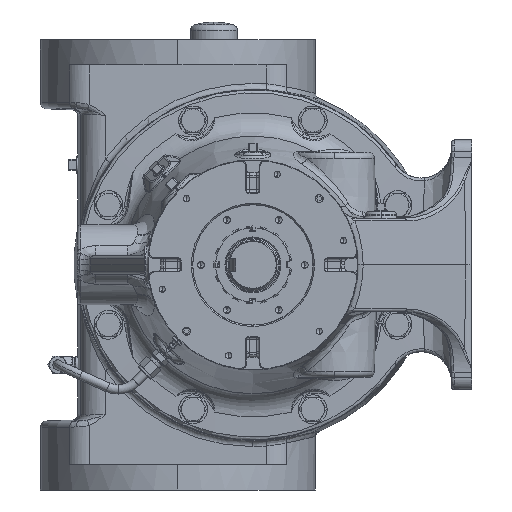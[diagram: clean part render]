
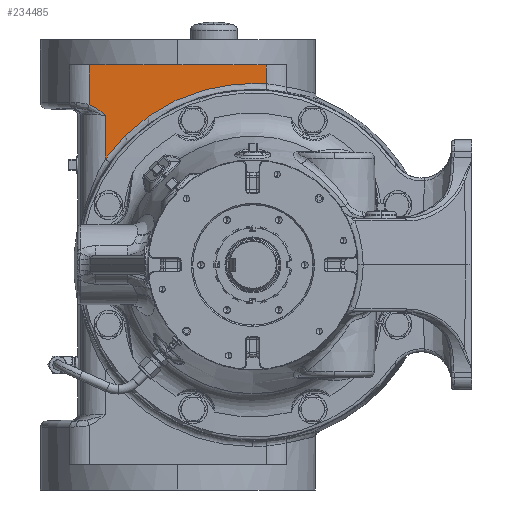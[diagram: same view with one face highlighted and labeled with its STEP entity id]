
A CAD part, left-side view. The second image highlights one B-rep face of the part: STEP entity #234485.
In plain terms, the highlighted planar face has unit normal (-1, 0, 0).
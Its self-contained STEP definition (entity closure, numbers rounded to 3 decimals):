
#9035 = DIRECTION ( 'NONE',  ( 0., 0., -1. ) ) ;
#13930 = EDGE_CURVE ( 'NONE', #179546, #59956, #216622, .T. ) ;
#18122 = DIRECTION ( 'NONE',  ( 0., 0., -1. ) ) ;
#19596 = VECTOR ( 'NONE', #177866, 39.37 ) ;
#20766 = CARTESIAN_POINT ( 'NONE',  ( 0.865, 6.424, 6.361 ) ) ;
#22321 = LINE ( 'NONE', #24794, #35368 ) ;
#24794 = CARTESIAN_POINT ( 'NONE',  ( 0.865, 5.902, 8. ) ) ;
#26104 = CARTESIAN_POINT ( 'NONE',  ( 0.865, 6.543, 8.74 ) ) ;
#26654 = EDGE_LOOP ( 'NONE', ( #174956, #73900, #52448, #121679, #180750, #138755 ) ) ;
#27458 = CARTESIAN_POINT ( 'NONE',  ( 0.865, 5.902, 5.991 ) ) ;
#32595 = DIRECTION ( 'NONE',  ( 1., 0., 0. ) ) ;
#35368 = VECTOR ( 'NONE', #60871, 39.37 ) ;
#36299 = EDGE_CURVE ( 'NONE', #213835, #87213, #244244, .T. ) ;
#36766 = CARTESIAN_POINT ( 'NONE',  ( 0.865, 0., 0. ) ) ;
#38618 = CARTESIAN_POINT ( 'NONE',  ( 0.865, 6.543, 8. ) ) ;
#41846 = CARTESIAN_POINT ( 'NONE',  ( 0.865, 6.103, 6.153 ) ) ;
#46321 = VERTEX_POINT ( 'NONE', #238668 ) ;
#52448 = ORIENTED_EDGE ( 'NONE', *, *, #91089, .T. ) ;
#55106 = CARTESIAN_POINT ( 'NONE',  ( 0.865, 5.902, 8.362 ) ) ;
#56685 = AXIS2_PLACEMENT_3D ( 'NONE', #36766, #188560, #18122 ) ;
#59956 = VERTEX_POINT ( 'NONE', #161709 ) ;
#60871 = DIRECTION ( 'NONE',  ( 0., -1., 0. ) ) ;
#73900 = ORIENTED_EDGE ( 'NONE', *, *, #81647, .T. ) ;
#80389 = CARTESIAN_POINT ( 'NONE',  ( 0.865, 5.965, 6.042 ) ) ;
#81513 = VERTEX_POINT ( 'NONE', #38618 ) ;
#81647 = EDGE_CURVE ( 'NONE', #81513, #46321, #124330, .T. ) ;
#87213 = VERTEX_POINT ( 'NONE', #104789 ) ;
#88733 = EDGE_CURVE ( 'NONE', #87213, #59956, #152063, .T. ) ;
#91089 = EDGE_CURVE ( 'NONE', #46321, #213835, #223099, .T. ) ;
#95376 = CARTESIAN_POINT ( 'NONE',  ( 0.865, 6.154, 6.191 ) ) ;
#97827 = CARTESIAN_POINT ( 'NONE',  ( 0.865, 5.927, 6.011 ) ) ;
#104789 = CARTESIAN_POINT ( 'NONE',  ( 0.865, 5.902, 4.233 ) ) ;
#105999 = FACE_OUTER_BOUND ( 'NONE', #26654, .T. ) ;
#115292 = CARTESIAN_POINT ( 'NONE',  ( 0.865, 6.259, 6.265 ) ) ;
#117746 = CARTESIAN_POINT ( 'NONE',  ( 0.865, 5.915, 6.001 ) ) ;
#121679 = ORIENTED_EDGE ( 'NONE', *, *, #36299, .T. ) ;
#122034 = CARTESIAN_POINT ( 'NONE',  ( 0.865, -0.543, 8.74 ) ) ;
#124330 = LINE ( 'NONE', #26104, #19596 ) ;
#133973 = CARTESIAN_POINT ( 'NONE',  ( 0.865, 6.543, 6.413 ) ) ;
#136412 = CARTESIAN_POINT ( 'NONE',  ( 0.865, 6.027, 6.093 ) ) ;
#137631 = CARTESIAN_POINT ( 'NONE',  ( 0.865, 6.002, 6.073 ) ) ;
#138755 = ORIENTED_EDGE ( 'NONE', *, *, #13930, .F. ) ;
#142148 = PLANE ( 'NONE',  #153162 ) ;
#152063 = CIRCLE ( 'NONE', #56685, 7.263 ) ;
#152661 = CARTESIAN_POINT ( 'NONE',  ( 0.865, 5.946, 6.027 ) ) ;
#153162 = AXIS2_PLACEMENT_3D ( 'NONE', #179445, #32595, #9035 ) ;
#159350 = VECTOR ( 'NONE', #169549, 39.37 ) ;
#161709 = CARTESIAN_POINT ( 'NONE',  ( 0.865, -0.543, 7.243 ) ) ;
#169549 = DIRECTION ( 'NONE',  ( 0., 0., -1. ) ) ;
#171288 = CARTESIAN_POINT ( 'NONE',  ( 0.865, 5.909, 5.996 ) ) ;
#173731 = CARTESIAN_POINT ( 'NONE',  ( 0.865, 5.902, 5.991 ) ) ;
#174956 = ORIENTED_EDGE ( 'NONE', *, *, #245468, .F. ) ;
#175473 = CARTESIAN_POINT ( 'NONE',  ( 0.865, -0.543, 8. ) ) ;
#177866 = DIRECTION ( 'NONE',  ( 0., 0., -1. ) ) ;
#179445 = CARTESIAN_POINT ( 'NONE',  ( 0.865, 5.902, 8.362 ) ) ;
#179546 = VERTEX_POINT ( 'NONE', #175473 ) ;
#180750 = ORIENTED_EDGE ( 'NONE', *, *, #88733, .T. ) ;
#188560 = DIRECTION ( 'NONE',  ( 1., 0., 0. ) ) ;
#190001 = CARTESIAN_POINT ( 'NONE',  ( 0.865, 6.313, 6.299 ) ) ;
#197957 = DIRECTION ( 'NONE',  ( 0., 0., -1. ) ) ;
#207556 = VECTOR ( 'NONE', #197957, 39.37 ) ;
#211110 = CARTESIAN_POINT ( 'NONE',  ( 0.865, 6.482, 6.39 ) ) ;
#213835 = VERTEX_POINT ( 'NONE', #27458 ) ;
#216622 = LINE ( 'NONE', #122034, #207556 ) ;
#223099 = B_SPLINE_CURVE_WITH_KNOTS ( 'NONE', 3,
 ( #133973, #211110, #20766, #190001, #115292, #95376, #41846, #136412, #137631, #80389, #152661, #97827, #117746, #171288, #173731 ),
 .UNSPECIFIED., .F., .F.,
 ( 4, 2, 2, 2, 2, 1, 2, 4 ),
 ( 0., 0.005, 0.01, 0.015, 0.017, 0.018, 0.019, 0.019 ),
 .UNSPECIFIED. ) ;
#234485 = ADVANCED_FACE ( 'Defeatured_0_3525', ( #105999 ), #142148, .F. ) ;
#238668 = CARTESIAN_POINT ( 'NONE',  ( 0.865, 6.543, 6.413 ) ) ;
#244244 = LINE ( 'NONE', #55106, #159350 ) ;
#245468 = EDGE_CURVE ( 'NONE', #81513, #179546, #22321, .T. ) ;
